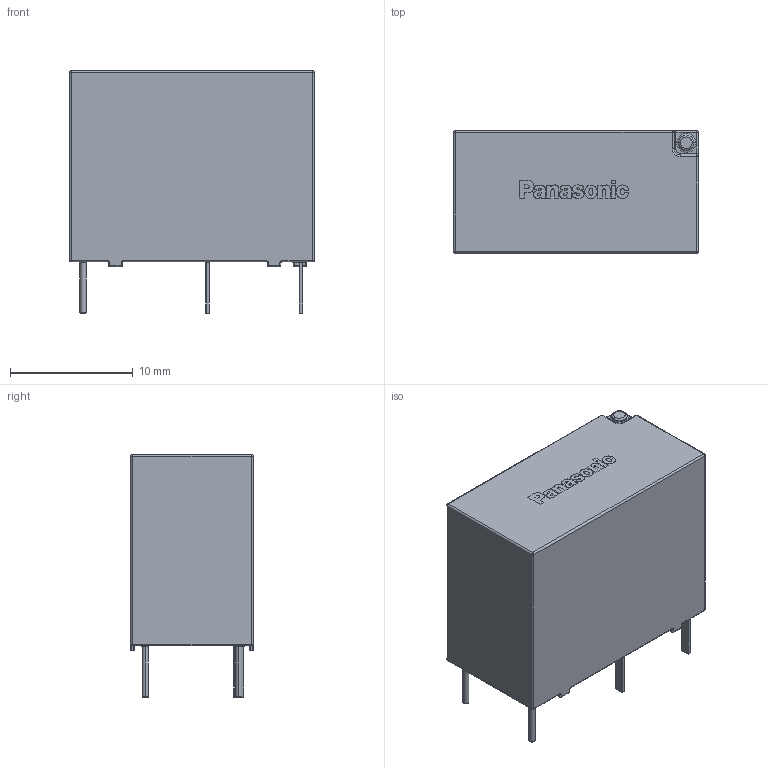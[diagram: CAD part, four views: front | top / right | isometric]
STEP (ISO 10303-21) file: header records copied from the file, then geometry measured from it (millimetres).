
FILE_DESCRIPTION (( 'STEP AP214' ), '1' );
FILE_NAME ('ALQ305.STEP', '2022-10-17T09:02:02', ( '' ), ( '' ), 'SwSTEP 2.0', 'SolidWorks 2022', '' );
FILE_SCHEMA (( 'AUTOMOTIVE_DESIGN' ));
Length unit declared in the file: millimetre
Products named in the file (3): Panasonic_Logo_5mm; ALQ305
Assembly tree (2 placements, depth 2):
  ALQ305
    ALQ305
    Panasonic_Logo_5mm
Bounding box: 20 x 10 x 19.8 mm (x, y, z)
Volume: 3122.1 mm3; surface area: 1375.7 mm2
Topology: 11 solids, 11 shells, 351 faces, 840 edges, 478 vertices
Faces by surface type: cylinder 99, bspline 97, plane 85, torus 40, sphere 30
Entity records: 11275 total; most frequent: CARTESIAN_POINT 2977, ORIENTED_EDGE 1604, DIRECTION 1372, EDGE_CURVE 802, AXIS2_PLACEMENT_3D 505, VERTEX_POINT 478, EDGE_LOOP 364, VECTOR 362
